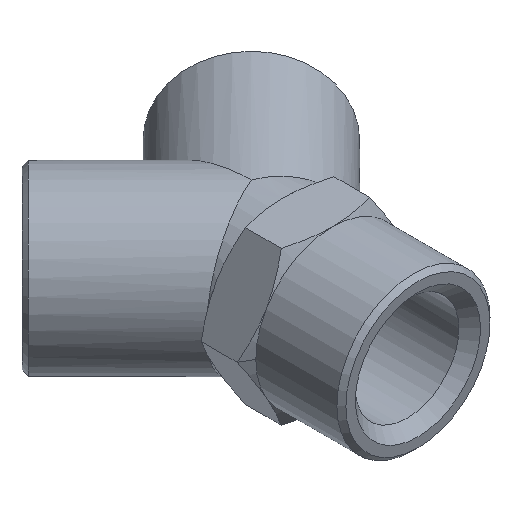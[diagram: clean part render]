
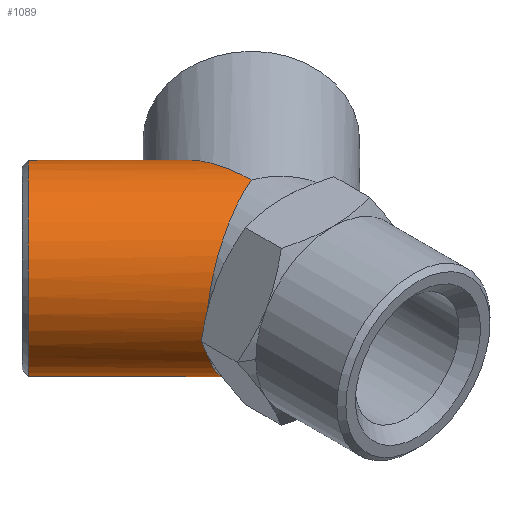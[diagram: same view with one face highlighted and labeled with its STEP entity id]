
A CAD part, isometric view. The second image highlights one B-rep face of the part: STEP entity #1089.
In plain terms, the highlighted cylindrical face has radius 8.5 mm (diameter 17 mm), a full revolution.
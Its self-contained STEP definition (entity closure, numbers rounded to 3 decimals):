
#5 = AXIS2_PLACEMENT_3D ( 'NONE', #682, #225, #245 ) ;
#32 = EDGE_CURVE ( 'NONE', #903, #881, #1138, .T. ) ;
#33 = EDGE_CURVE ( 'NONE', #714, #714, #849, .T. ) ;
#36 = EDGE_CURVE ( 'NONE', #881, #766, #1137, .T. ) ;
#38 = EDGE_CURVE ( 'NONE', #903, #722, #1143, .T. ) ;
#149 = EDGE_CURVE ( 'NONE', #766, #722, #1133, .T. ) ;
#154 = AXIS2_PLACEMENT_3D ( 'NONE', #509, #511, #513 ) ;
#164 = CARTESIAN_POINT ( 'NONE',  ( 0., 43.042, -8.5 ) ) ;
#225 = DIRECTION ( 'NONE',  ( 0.707, -0.707, 0. ) ) ;
#238 = CARTESIAN_POINT ( 'NONE',  ( -8.45, 15.5, -0.923 ) ) ;
#245 = DIRECTION ( 'NONE',  ( 0.707, 0.707, 0. ) ) ;
#247 = CARTESIAN_POINT ( 'NONE',  ( -8.534, 15.49, 0.311 ) ) ;
#326 = CARTESIAN_POINT ( 'NONE',  ( -6.364, 37.385, 0. ) ) ;
#328 = CARTESIAN_POINT ( 'NONE',  ( 0., 19., -8.5 ) ) ;
#329 = CARTESIAN_POINT ( 'NONE',  ( -8.45, 15.5, 0.923 ) ) ;
#340 = CARTESIAN_POINT ( 'NONE',  ( -7.955, 15.705, -5.456 ) ) ;
#347 = CARTESIAN_POINT ( 'NONE',  ( -8.45, 15.5, -0.923 ) ) ;
#350 = CARTESIAN_POINT ( 'NONE',  ( -4.56, 17.111, -8.5 ) ) ;
#351 = CARTESIAN_POINT ( 'NONE',  ( 0., 19., -8.5 ) ) ;
#509 = CARTESIAN_POINT ( 'NONE',  ( -12.374, 31.374, 0. ) ) ;
#511 = DIRECTION ( 'NONE',  ( 0.707, -0.707, 0. ) ) ;
#513 = DIRECTION ( 'NONE',  ( 0.707, 0.707, 0. ) ) ;
#528 = CARTESIAN_POINT ( 'NONE',  ( -8.45, 15.5, -0.923 ) ) ;
#538 = CARTESIAN_POINT ( 'NONE',  ( 0., 19., 8.5 ) ) ;
#550 = CARTESIAN_POINT ( 'NONE',  ( -8.45, 15.5, 0.923 ) ) ;
#565 = CARTESIAN_POINT ( 'NONE',  ( 0., 19., -8.5 ) ) ;
#568 = CARTESIAN_POINT ( 'NONE',  ( -8.45, 15.5, 0.923 ) ) ;
#569 = CARTESIAN_POINT ( 'NONE',  ( -7.955, 15.705, 5.456 ) ) ;
#574 = CARTESIAN_POINT ( 'NONE',  ( -4.56, 17.111, 8.5 ) ) ;
#582 = CARTESIAN_POINT ( 'NONE',  ( 0., 19., 8.5 ) ) ;
#666 = CARTESIAN_POINT ( 'NONE',  ( -8.534, 15.49, -0.311 ) ) ;
#669 = CARTESIAN_POINT ( 'NONE',  ( 0., 43.042, 8.5 ) ) ;
#682 = CARTESIAN_POINT ( 'NONE',  ( -12.374, 31.374, 0. ) ) ;
#684 = CARTESIAN_POINT ( 'NONE',  ( 0., 19., 8.5 ) ) ;
#714 = VERTEX_POINT ( 'NONE', #326 ) ;
#722 = VERTEX_POINT ( 'NONE', #550 ) ;
#766 = VERTEX_POINT ( 'NONE', #538 ) ;
#805 = CYLINDRICAL_SURFACE ( 'NONE', #154, 8.5 ) ;
#810 = FACE_OUTER_BOUND ( 'NONE', #1049, .T. ) ;
#811 = FACE_OUTER_BOUND ( 'NONE', #1050, .T. ) ;
#849 = CIRCLE ( 'NONE', #5, 8.5 ) ;
#881 = VERTEX_POINT ( 'NONE', #565 ) ;
#903 = VERTEX_POINT ( 'NONE', #528 ) ;
#919 = ORIENTED_EDGE ( 'NONE', *, *, #36, .F. ) ;
#931 = ORIENTED_EDGE ( 'NONE', *, *, #33, .T. ) ;
#932 = ORIENTED_EDGE ( 'NONE', *, *, #149, .F. ) ;
#933 = ORIENTED_EDGE ( 'NONE', *, *, #38, .T. ) ;
#934 = ORIENTED_EDGE ( 'NONE', *, *, #32, .F. ) ;
#1049 = EDGE_LOOP ( 'NONE', ( #931 ) ) ;
#1050 = EDGE_LOOP ( 'NONE', ( #919, #934, #933, #932 ) ) ;
#1089 = ADVANCED_FACE ( 'NONE', ( #811, #810 ), #805, .T. ) ;
#1133 =( BOUNDED_CURVE ( )  B_SPLINE_CURVE ( 3, ( #582, #574, #569, #568 ),
 .UNSPECIFIED., .F., .F. ) 
 B_SPLINE_CURVE_WITH_KNOTS ( ( 4, 4 ),
 ( 1.571, 3.033 ),
 .UNSPECIFIED. ) 
 CURVE ( )  GEOMETRIC_REPRESENTATION_ITEM ( )  RATIONAL_B_SPLINE_CURVE ( ( 1., 0.83, 0.83, 1. ) ) 
 REPRESENTATION_ITEM ( '' )  );
#1137 =( BOUNDED_CURVE ( )  B_SPLINE_CURVE ( 3, ( #328, #164, #669, #684 ),
 .UNSPECIFIED., .F., .T. ) 
 B_SPLINE_CURVE_WITH_KNOTS ( ( 4, 4 ),
 ( 1.571, 4.712 ),
 .UNSPECIFIED. ) 
 CURVE ( )  GEOMETRIC_REPRESENTATION_ITEM ( )  RATIONAL_B_SPLINE_CURVE ( ( 1., 0.333, 0.333, 1. ) ) 
 REPRESENTATION_ITEM ( '' )  );
#1138 =( BOUNDED_CURVE ( )  B_SPLINE_CURVE ( 3, ( #347, #340, #350, #351 ),
 .UNSPECIFIED., .F., .T. ) 
 B_SPLINE_CURVE_WITH_KNOTS ( ( 4, 4 ),
 ( 3.25, 4.712 ),
 .UNSPECIFIED. ) 
 CURVE ( )  GEOMETRIC_REPRESENTATION_ITEM ( )  RATIONAL_B_SPLINE_CURVE ( ( 1., 0.83, 0.83, 1. ) ) 
 REPRESENTATION_ITEM ( '' )  );
#1143 = B_SPLINE_CURVE_WITH_KNOTS ( 'NONE', 3,
 ( #238, #666, #247, #329 ),
 .UNSPECIFIED., .F., .F.,
 ( 4, 4 ),
 ( -0.001, 0.001 ),
 .UNSPECIFIED. ) ;
